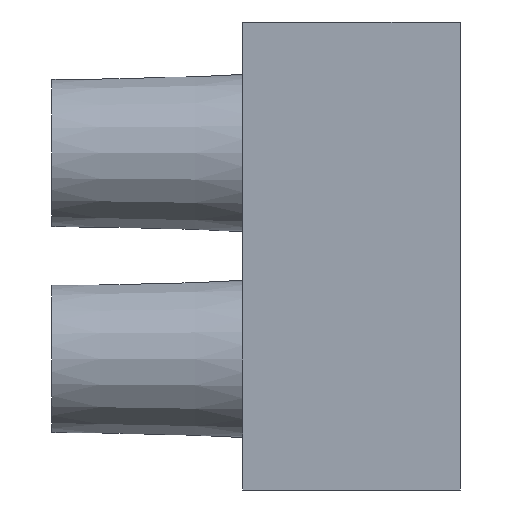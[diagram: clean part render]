
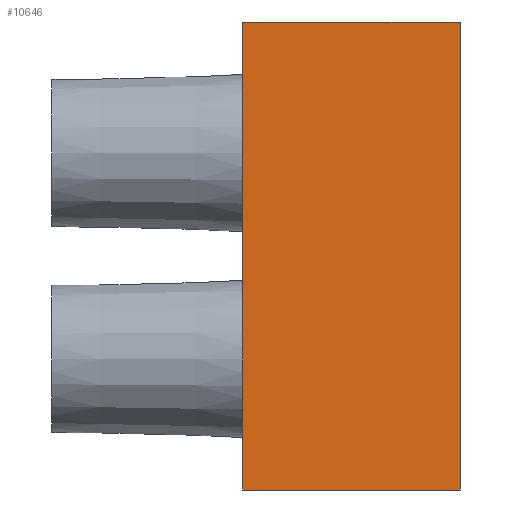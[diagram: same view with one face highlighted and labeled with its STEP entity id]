
A CAD part, left-side view. The second image highlights one B-rep face of the part: STEP entity #10646.
In plain terms, the highlighted planar face has unit normal (-1, 0, 0).
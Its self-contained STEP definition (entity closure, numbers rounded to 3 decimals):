
#6781=CARTESIAN_POINT('',(0.0,0.0,25.0));
#6782=VERTEX_POINT('',#6781);
#6789=CARTESIAN_POINT('',(0.0,0.0,0.0));
#6790=VERTEX_POINT('',#6789);
#6791=CARTESIAN_POINT('',(0.0,0.0,0.0));
#6792=DIRECTION('',(0.0,0.0,1.0));
#6793=VECTOR('',#6792,25.0);
#6794=LINE('',#6791,#6793);
#6795=EDGE_CURVE('',#6790,#6782,#6794,.T.);
#7359=CARTESIAN_POINT('',(0.,11.6,0.0));
#7360=VERTEX_POINT('',#7359);
#7367=CARTESIAN_POINT('',(0.,11.6,25.0));
#7368=VERTEX_POINT('',#7367);
#7369=CARTESIAN_POINT('',(0.,11.6,0.0));
#7370=DIRECTION('',(0.0,0.0,1.0));
#7371=VECTOR('',#7370,25.0);
#7372=LINE('',#7369,#7371);
#7373=EDGE_CURVE('',#7360,#7368,#7372,.T.);
#7738=CARTESIAN_POINT('',(0.,11.6,0.0));
#7739=DIRECTION('',(0.0,-1.0,0.0));
#7740=VECTOR('',#7739,11.6);
#7741=LINE('',#7738,#7740);
#7742=EDGE_CURVE('',#7360,#6790,#7741,.T.);
#10630=CARTESIAN_POINT('',(0.0,0.0,0.0));
#10631=DIRECTION('',(-1.0,0.0,0.0));
#10632=DIRECTION('',(0.0,0.0,1.0));
#10633=AXIS2_PLACEMENT_3D('',#10630,#10631,#10632);
#10634=PLANE('',#10633);
#10635=CARTESIAN_POINT('',(0.,0.0,25.0));
#10636=DIRECTION('',(0.0,1.0,0.0));
#10637=VECTOR('',#10636,11.6);
#10638=LINE('',#10635,#10637);
#10639=EDGE_CURVE('',#6782,#7368,#10638,.T.);
#10640=ORIENTED_EDGE('',*,*,#10639,.T.);
#10641=ORIENTED_EDGE('',*,*,#7373,.F.);
#10642=ORIENTED_EDGE('',*,*,#7742,.T.);
#10643=ORIENTED_EDGE('',*,*,#6795,.T.);
#10644=EDGE_LOOP('',(#10640,#10641,#10642,#10643));
#10645=FACE_OUTER_BOUND('',#10644,.T.);
#10646=ADVANCED_FACE('',(#10645),#10634,.T.);
